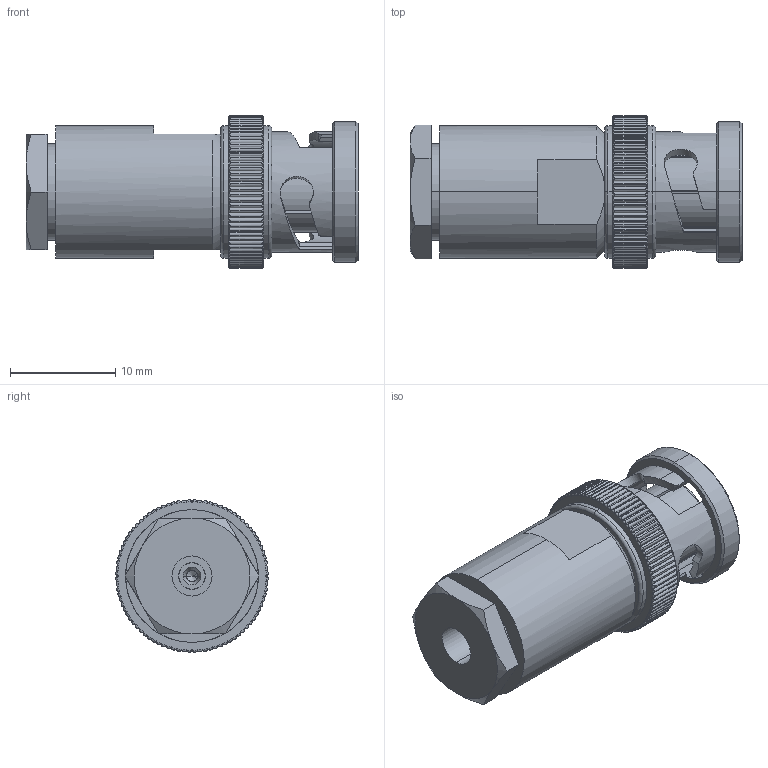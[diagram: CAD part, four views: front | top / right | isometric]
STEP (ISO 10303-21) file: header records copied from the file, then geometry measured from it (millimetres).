
FILE_DESCRIPTION (( 'STEP AP214' ), '1' );
FILE_NAME ('LCCN10-06030-350_3D.step', '2023-08-18T19:28:53', ( '' ), ( '' ), 'SwSTEP 2.0', 'SolidWorks 2022', '' );
FILE_SCHEMA (( 'AUTOMOTIVE_DESIGN' ));
Length unit declared in the file: inch
Products named in the file (4): LCCN10-06030-350_3D; Copy of 10-06030-XXX-MA1^LCCN10-06030-350; Copy of 10-06030-XXX-MA2^LCCN10-06030-350; Copy of 10-06030-XXX-MA3^LCCN10-06030-350
Assembly tree (3 placements, depth 2):
  LCCN10-06030-350_3D
    Copy of 10-06030-XXX-MA1^LCCN10-06030-350
    Copy of 10-06030-XXX-MA2^LCCN10-06030-350
    Copy of 10-06030-XXX-MA3^LCCN10-06030-350
Bounding box: 31.5 x 14.49 x 14.49 mm (x, y, z)
Volume: 3156.5 mm3; surface area: 3420.6 mm2
Topology: 3 solids, 3 shells, 691 faces, 1989 edges, 1310 vertices
Faces by surface type: cylinder 373, torus 194, plane 77, cone 32, bspline 15
Entity records: 26290 total; most frequent: CARTESIAN_POINT 8129, ORIENTED_EDGE 3974, DIRECTION 3712, EDGE_CURVE 1987, AXIS2_PLACEMENT_3D 1592, VERTEX_POINT 1310, CIRCLE 910, EDGE_LOOP 711
